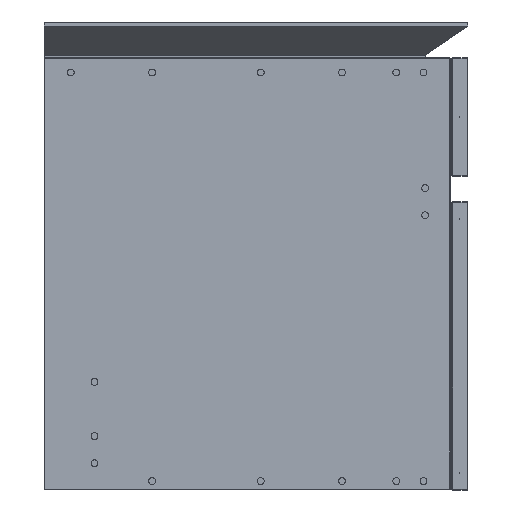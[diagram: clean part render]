
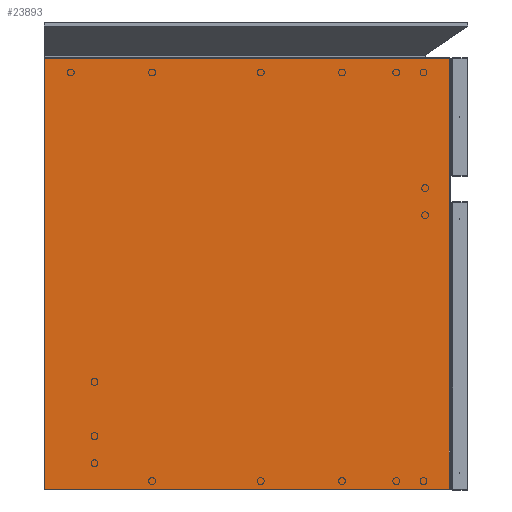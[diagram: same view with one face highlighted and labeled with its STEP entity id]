
A CAD part, left-side view. The second image highlights one B-rep face of the part: STEP entity #23893.
In plain terms, the highlighted planar face has unit normal (-1, 0, 0).
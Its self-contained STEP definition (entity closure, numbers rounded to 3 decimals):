
#22237=CARTESIAN_POINT('',(-2987.01,6008.16,-0.8));
#22238=VERTEX_POINT('',#22237);
#22245=CARTESIAN_POINT('',(-2987.01,5530.292,-0.8));
#22246=VERTEX_POINT('',#22245);
#22247=CARTESIAN_POINT('',(-2987.01,6008.16,-0.8));
#22248=DIRECTION('',(0.0,-1.0,0.0));
#22249=VECTOR('',#22248,477.869);
#22250=LINE('',#22247,#22249);
#22251=EDGE_CURVE('',#22238,#22246,#22250,.T.);
#22267=CARTESIAN_POINT('',(-2987.01,5530.292,-509.2));
#22268=VERTEX_POINT('',#22267);
#22269=CARTESIAN_POINT('',(-2987.01,6008.16,-509.2));
#22270=VERTEX_POINT('',#22269);
#22271=CARTESIAN_POINT('',(-2987.01,5530.292,-509.2));
#22272=DIRECTION('',(0.0,1.0,0.0));
#22273=VECTOR('',#22272,477.869);
#22274=LINE('',#22271,#22273);
#22275=EDGE_CURVE('',#22268,#22270,#22274,.T.);
#22307=CARTESIAN_POINT('',(-2987.01,5529.96,-508.869));
#22308=VERTEX_POINT('',#22307);
#22309=CARTESIAN_POINT('',(-2987.01,5529.96,-508.869));
#22310=DIRECTION('',(0.0,0.707,-0.707));
#22311=VECTOR('',#22310,0.469);
#22312=LINE('',#22309,#22311);
#22313=EDGE_CURVE('',#22308,#22268,#22312,.T.);
#22338=CARTESIAN_POINT('',(-2987.01,5529.96,-1.131));
#22339=VERTEX_POINT('',#22338);
#22340=CARTESIAN_POINT('',(-2987.01,5529.96,-1.131));
#22341=DIRECTION('',(0.0,0.0,-1.0));
#22342=VECTOR('',#22341,507.737);
#22343=LINE('',#22340,#22342);
#22344=EDGE_CURVE('',#22339,#22308,#22343,.T.);
#22369=CARTESIAN_POINT('',(-2987.01,5530.292,-0.8));
#22370=DIRECTION('',(0.0,-0.707,-0.707));
#22371=VECTOR('',#22370,0.469);
#22372=LINE('',#22369,#22371);
#22373=EDGE_CURVE('',#22246,#22339,#22372,.T.);
#22527=CARTESIAN_POINT('',(-2987.01,6008.16,-509.2));
#22528=DIRECTION('',(0.0,0.0,1.0));
#22529=VECTOR('',#22528,508.4);
#22530=LINE('',#22527,#22529);
#22531=EDGE_CURVE('',#22270,#22238,#22530,.T.);
#23880=CARTESIAN_POINT('',(-2987.01,5769.06,-0.799));
#23881=DIRECTION('',(-1.0,0.0,0.0));
#23882=DIRECTION('',(0.0,0.0,1.0));
#23883=AXIS2_PLACEMENT_3D('',#23880,#23881,#23882);
#23884=PLANE('',#23883);
#23885=ORIENTED_EDGE('',*,*,#22251,.F.);
#23886=ORIENTED_EDGE('',*,*,#22531,.F.);
#23887=ORIENTED_EDGE('',*,*,#22275,.F.);
#23888=ORIENTED_EDGE('',*,*,#22313,.F.);
#23889=ORIENTED_EDGE('',*,*,#22344,.F.);
#23890=ORIENTED_EDGE('',*,*,#22373,.F.);
#23891=EDGE_LOOP('',(#23885,#23886,#23887,#23888,#23889,#23890));
#23892=FACE_OUTER_BOUND('',#23891,.T.);
#23893=ADVANCED_FACE('',(#23892),#23884,.T.);
